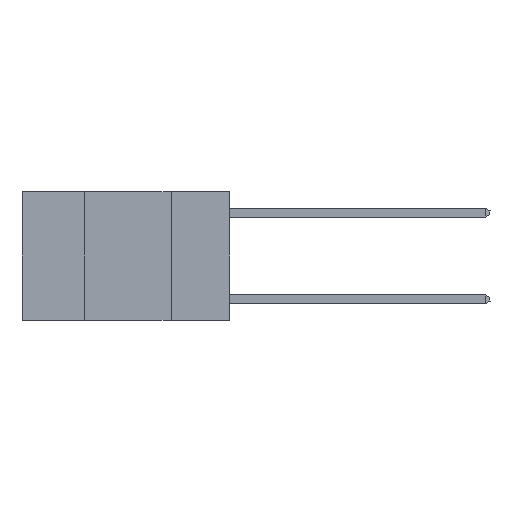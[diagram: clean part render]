
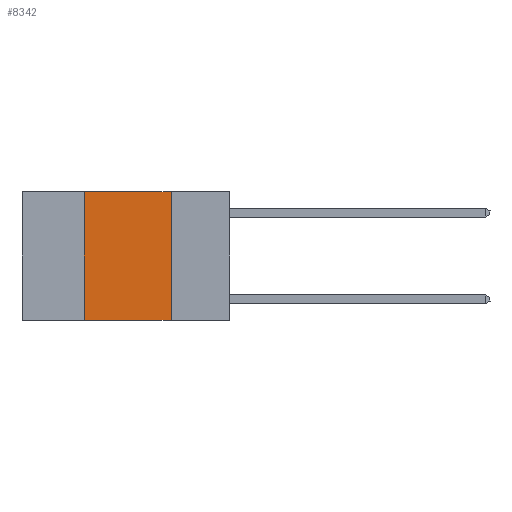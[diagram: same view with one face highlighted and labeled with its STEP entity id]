
A CAD part, left-side view. The second image highlights one B-rep face of the part: STEP entity #8342.
In plain terms, the highlighted planar face has unit normal (-1, 0, 0).
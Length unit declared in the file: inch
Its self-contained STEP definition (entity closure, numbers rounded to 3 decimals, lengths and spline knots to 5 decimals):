
#272 = VECTOR ( 'NONE', #1354, 39.37008 ) ;
#1217 = EDGE_CURVE ( 'NONE', #6256, #9287, #9119, .T. ) ;
#1354 = DIRECTION ( 'NONE',  ( 0., -1., 0. ) ) ;
#2046 = LINE ( 'NONE', #4431, #9894 ) ;
#2308 = EDGE_CURVE ( 'NONE', #6685, #5472, #2046, .T. ) ;
#3147 = LINE ( 'NONE', #13179, #5874 ) ;
#3229 = DIRECTION ( 'NONE',  ( 0., 0., -1. ) ) ;
#3620 = CARTESIAN_POINT ( 'NONE',  ( 0., 0.17, -0.37 ) ) ;
#4402 = CARTESIAN_POINT ( 'NONE',  ( 0., 0.6, -0.37 ) ) ;
#4431 = CARTESIAN_POINT ( 'NONE',  ( 0., 0.42, 0. ) ) ;
#4442 = FACE_OUTER_BOUND ( 'NONE', #7280, .T. ) ;
#4809 = CARTESIAN_POINT ( 'NONE',  ( 0., 0.17, 0. ) ) ;
#5472 = VERTEX_POINT ( 'NONE', #12321 ) ;
#5478 = DIRECTION ( 'NONE',  ( 0., 0., 1. ) ) ;
#5874 = VECTOR ( 'NONE', #7104, 39.37008 ) ;
#6256 = VERTEX_POINT ( 'NONE', #4809 ) ;
#6409 = VECTOR ( 'NONE', #8877, 39.37008 ) ;
#6685 = VERTEX_POINT ( 'NONE', #8722 ) ;
#7104 = DIRECTION ( 'NONE',  ( 0., -1., 0. ) ) ;
#7280 = EDGE_LOOP ( 'NONE', ( #8764, #9643, #7455, #12161 ) ) ;
#7455 = ORIENTED_EDGE ( 'NONE', *, *, #2308, .F. ) ;
#7812 = EDGE_CURVE ( 'NONE', #6685, #9287, #12439, .T. ) ;
#7860 = CARTESIAN_POINT ( 'NONE',  ( 0., 0.17, 0. ) ) ;
#8315 = PLANE ( 'NONE',  #11603 ) ;
#8342 = ADVANCED_FACE ( 'NONE', ( #4442 ), #8315, .F. ) ;
#8722 = CARTESIAN_POINT ( 'NONE',  ( 0., 0.42, -0.37 ) ) ;
#8764 = ORIENTED_EDGE ( 'NONE', *, *, #1217, .F. ) ;
#8877 = DIRECTION ( 'NONE',  ( 0., 0., -1. ) ) ;
#9119 = LINE ( 'NONE', #7860, #6409 ) ;
#9287 = VERTEX_POINT ( 'NONE', #3620 ) ;
#9345 = DIRECTION ( 'NONE',  ( 1., 0., 0. ) ) ;
#9502 = EDGE_CURVE ( 'NONE', #5472, #6256, #3147, .T. ) ;
#9643 = ORIENTED_EDGE ( 'NONE', *, *, #9502, .F. ) ;
#9894 = VECTOR ( 'NONE', #5478, 39.37008 ) ;
#11314 = CARTESIAN_POINT ( 'NONE',  ( 0., 0.6, 0. ) ) ;
#11603 = AXIS2_PLACEMENT_3D ( 'NONE', #11314, #9345, #3229 ) ;
#12161 = ORIENTED_EDGE ( 'NONE', *, *, #7812, .T. ) ;
#12321 = CARTESIAN_POINT ( 'NONE',  ( 0., 0.42, 0. ) ) ;
#12439 = LINE ( 'NONE', #4402, #272 ) ;
#13179 = CARTESIAN_POINT ( 'NONE',  ( 0., 0.6, 0. ) ) ;
